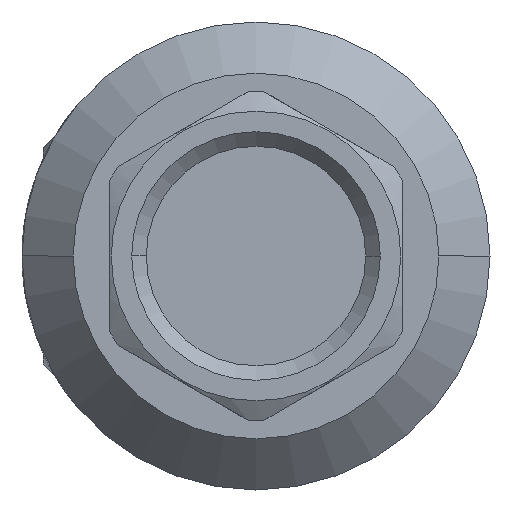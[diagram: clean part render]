
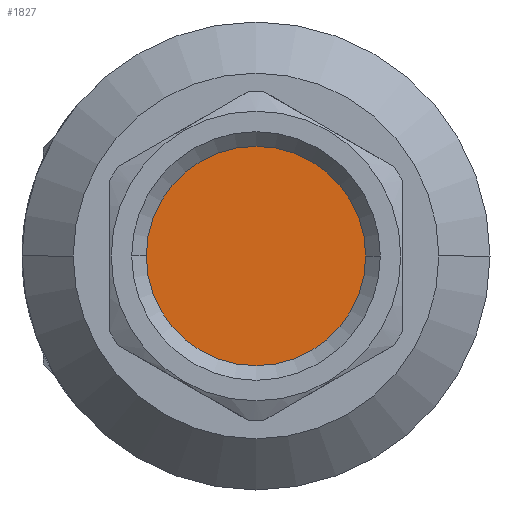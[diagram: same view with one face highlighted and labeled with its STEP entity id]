
A CAD part, left-side view. The second image highlights one B-rep face of the part: STEP entity #1827.
In plain terms, the highlighted planar face has unit normal (-1, 0, 0).
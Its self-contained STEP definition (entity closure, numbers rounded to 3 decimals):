
#101 = ORIENTED_EDGE ( 'NONE', *, *, #1692, .T. ) ;
#106 = ORIENTED_EDGE ( 'NONE', *, *, #1764, .T. ) ;
#113 = EDGE_LOOP ( 'NONE', ( #101, #106 ) ) ;
#193 = CIRCLE ( 'NONE', #227, 7.5 ) ;
#227 = AXIS2_PLACEMENT_3D ( 'NONE', #1008, #1009, #1010 ) ;
#407 = CIRCLE ( 'NONE', #418, 7.5 ) ;
#418 = AXIS2_PLACEMENT_3D ( 'NONE', #1498, #1499, #1500 ) ;
#633 = PLANE ( 'NONE',  #1713 ) ;
#634 = CARTESIAN_POINT ( 'NONE',  ( -63.8, 0., 0. ) ) ;
#635 = DIRECTION ( 'NONE',  ( -1., 0., 0. ) ) ;
#636 = DIRECTION ( 'NONE',  ( 0., 0., 1. ) ) ;
#944 = CARTESIAN_POINT ( 'NONE',  ( -63.8, 7.5, 0. ) ) ;
#945 = CARTESIAN_POINT ( 'NONE',  ( -63.8, -7.5, 0. ) ) ;
#1008 = CARTESIAN_POINT ( 'NONE',  ( -63.8, 0., 0. ) ) ;
#1009 = DIRECTION ( 'NONE',  ( -1., 0., 0. ) ) ;
#1010 = DIRECTION ( 'NONE',  ( 0., -1., 0. ) ) ;
#1172 = VERTEX_POINT ( 'NONE', #944 ) ;
#1173 = VERTEX_POINT ( 'NONE', #945 ) ;
#1389 = FACE_OUTER_BOUND ( 'NONE', #113, .T. ) ;
#1498 = CARTESIAN_POINT ( 'NONE',  ( -63.8, 0., 0. ) ) ;
#1499 = DIRECTION ( 'NONE',  ( -1., 0., 0. ) ) ;
#1500 = DIRECTION ( 'NONE',  ( 0., -1., 0. ) ) ;
#1692 = EDGE_CURVE ( 'NONE', #1173, #1172, #193, .T. ) ;
#1713 = AXIS2_PLACEMENT_3D ( 'NONE', #634, #635, #636 ) ;
#1764 = EDGE_CURVE ( 'NONE', #1172, #1173, #407, .T. ) ;
#1827 = ADVANCED_FACE ( 'NONE', ( #1389 ), #633, .T. ) ;
